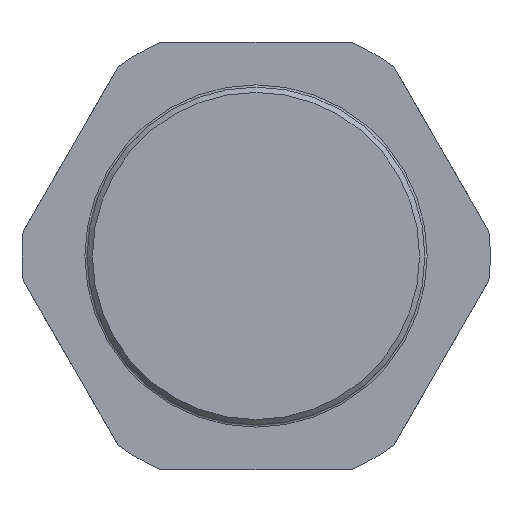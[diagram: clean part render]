
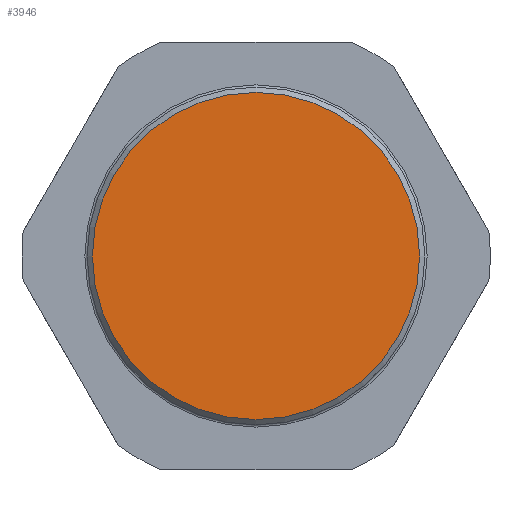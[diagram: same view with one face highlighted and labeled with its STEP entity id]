
A CAD part, left-side view. The second image highlights one B-rep face of the part: STEP entity #3946.
In plain terms, the highlighted planar face has unit normal (-1, 0, 0).
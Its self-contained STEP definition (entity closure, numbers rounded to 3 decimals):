
#673=FACE_OUTER_BOUND('',#892,.T.);
#892=EDGE_LOOP('',(#2401,#2402));
#1116=CIRCLE('',#4190,36.33);
#1117=CIRCLE('',#4191,36.33);
#1383=VERTEX_POINT('',#5858);
#1384=VERTEX_POINT('',#5859);
#1789=EDGE_CURVE('',#1383,#1384,#1116,.T.);
#1790=EDGE_CURVE('',#1384,#1383,#1117,.T.);
#2401=ORIENTED_EDGE('',*,*,#1789,.F.);
#2402=ORIENTED_EDGE('',*,*,#1790,.F.);
#3625=PLANE('',#4189);
#3946=ADVANCED_FACE('',(#673),#3625,.T.);
#4189=AXIS2_PLACEMENT_3D('',#5857,#4685,#4686);
#4190=AXIS2_PLACEMENT_3D('',#5860,#4687,#4688);
#4191=AXIS2_PLACEMENT_3D('',#5861,#4689,#4690);
#4685=DIRECTION('center_axis',(-1.,0.,0.));
#4686=DIRECTION('ref_axis',(0.,0.,
-1.));
#4687=DIRECTION('center_axis',(1.,0.,0.));
#4688=DIRECTION('ref_axis',(0.,0.,
1.));
#4689=DIRECTION('center_axis',(1.,0.,0.));
#4690=DIRECTION('ref_axis',(0.,0.,
1.));
#5857=CARTESIAN_POINT('Origin',(-25.25,-36.33,0.));
#5858=CARTESIAN_POINT('',(-25.25,-36.33,0.));
#5859=CARTESIAN_POINT('',(-25.25,36.33,0.));
#5860=CARTESIAN_POINT('Origin',(-25.25,0.,0.));
#5861=CARTESIAN_POINT('Origin',(-25.25,0.,0.));
